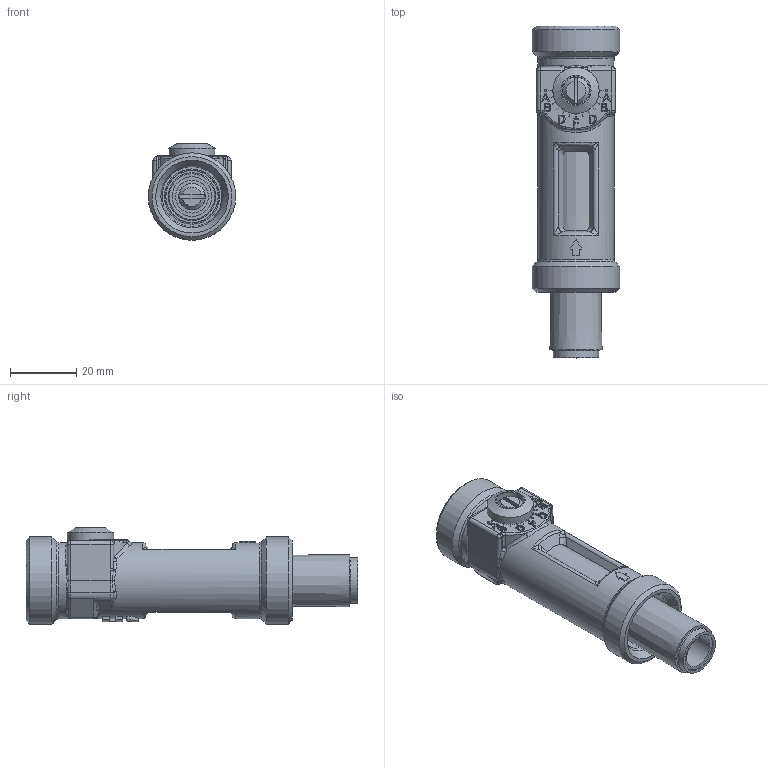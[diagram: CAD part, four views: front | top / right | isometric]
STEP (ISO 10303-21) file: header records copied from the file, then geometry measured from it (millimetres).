
FILE_DESCRIPTION( ( 'Unknown' ), '1' );
FILE_NAME( '223.1239.000.stp', 'Unknown', ( 'Unknown' ), ( 'Unknown' ), 'PSStep 11.0', 'Unknown', ' ' );
FILE_SCHEMA( ( 'AUTOMOTIVE_DESIGN { 1 0 10303 214 1 1 1 1 }' ) );
Length unit declared in the file: millimetre
Products named in the file (4): Assem1; 3-4992d; 3-3327g; 2-3407q
Bounding box: 26.44 x 100.42 x 29.22 mm (x, y, z)
Volume: 46273.3 mm3; surface area: 29886.8 mm2
Topology: 6 solids, 6 shells, 816 faces, 2022 edges, 1218 vertices
Faces by surface type: plane 328, cylinder 180, bspline 162, torus 58, extrusion 32, cone 30, sphere 26
Full cylindrical faces by diameter (mm): 0.75 x4, 2.8 x2, 4.9 x4, 4.95 x2, 6.5 x2, 8 x2, 8.1 x2, 8.4 x2, 10 x2, 12 x2, 12.8 x2, 13.1 x2, 13.8 x2, 14 x2, 15 x2, 15.1 x2, 15.8 x2, 16 x2, 16.7 x2, 18.1 x4, 23 x4, 26.441 x4
Entity records: 19123 total; most frequent: CARTESIAN_POINT 7469, ORIENTED_EDGE 1784, DIRECTION 1625, EDGE_CURVE 892, AXIS2_PLACEMENT_3D 628, VERTEX_POINT 575, EDGE_LOOP 501, FACE_OUTER_BOUND 448
